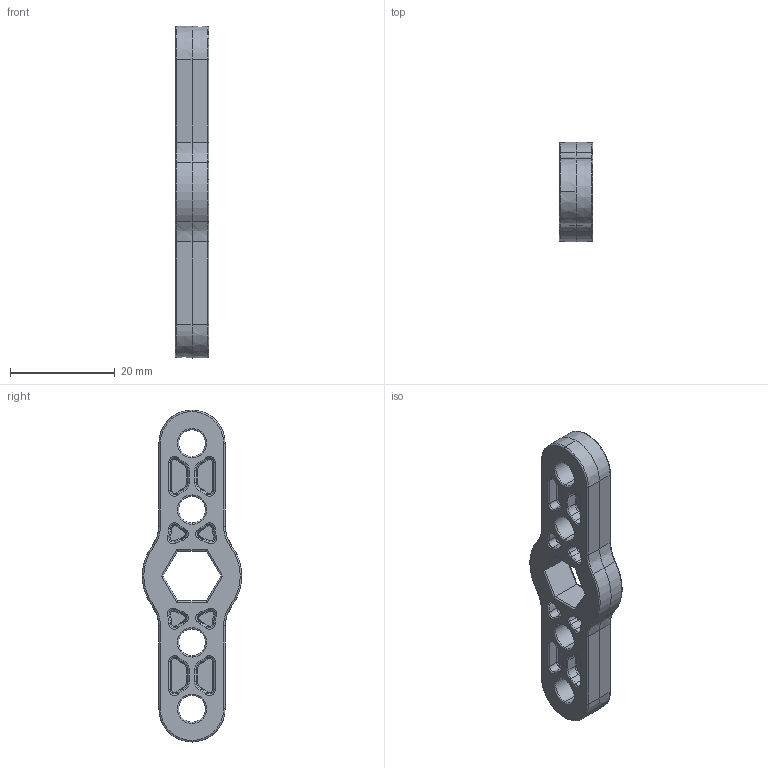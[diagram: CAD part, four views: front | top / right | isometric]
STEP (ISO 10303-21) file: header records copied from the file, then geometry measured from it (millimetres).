
FILE_DESCRIPTION (( 'STEP AP203' ), '1' );
FILE_NAME ('am-5016 RoBits Double End Shaft Carrier.STEP', '2023-03-28T12:50:31', ( '' ), ( '' ), 'SwSTEP 2.0', 'SolidWorks 2022', '' );
FILE_SCHEMA (( 'CONFIG_CONTROL_DESIGN' ));
Length unit declared in the file: inch
Products named in the file (1): am-5016 RoBits Double End Shaft Carrier
Bounding box: 6.35 x 19.05 x 63.5 mm (x, y, z)
Volume: 3726.1 mm3; surface area: 3305.3 mm2
Topology: 1 solids, 1 shells, 544 faces, 1232 edges, 706 vertices
Faces by surface type: torus 290, cone 146, cylinder 60, plane 48
Entity records: 15455 total; most frequent: DIRECTION 3238, CARTESIAN_POINT 2519, ORIENTED_EDGE 2464, AXIS2_PLACEMENT_3D 1473, EDGE_CURVE 1232, CIRCLE 928, VERTEX_POINT 706, EDGE_LOOP 570
